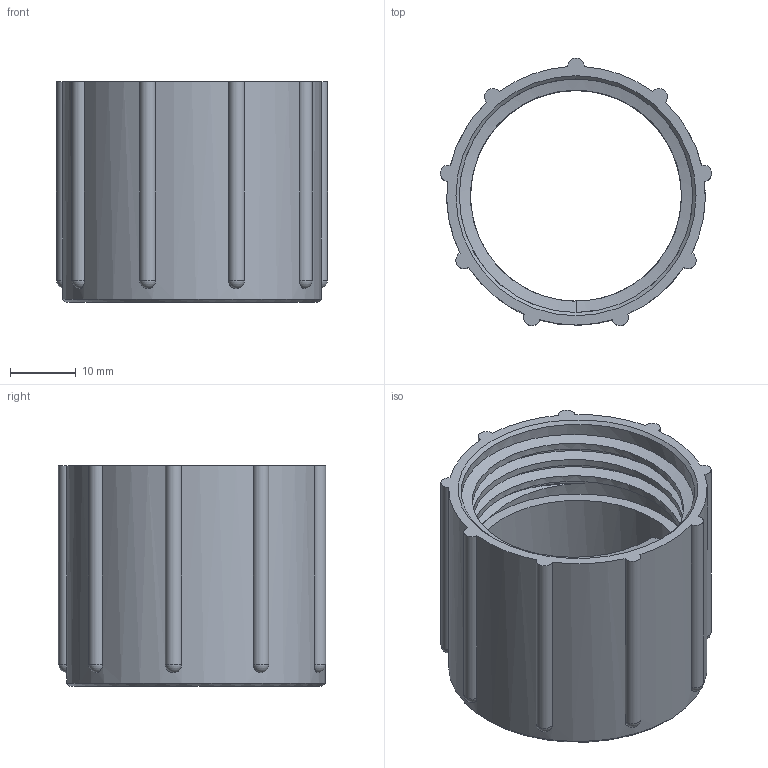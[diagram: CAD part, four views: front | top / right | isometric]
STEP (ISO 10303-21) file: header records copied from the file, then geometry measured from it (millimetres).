
FILE_DESCRIPTION(/* description */ (''),/* implementation_level */ '2;1');
FILE_NAME(/* name */ 'DLSB F.stp',/* time_stamp */ '2014-11-14T12:43:19+01:00',/* author */ ('sh'),/* organization */ (''),/* preprocessor_version */ 'ST-DEVELOPER v15.2',/* originating_system */ 'Autodesk Inventor 2014',/* authorisation */ '');
FILE_SCHEMA (('AUTOMOTIVE_DESIGN { 1 0 10303 214 3 1 1 }'));
Length unit declared in the file: millimetre
Products named in the file (1): DLSB F
Bounding box: 41.1 x 40.51 x 33.5 mm (x, y, z)
Volume: 12485.8 mm3; surface area: 9946.4 mm2
Topology: 1 solids, 1 shells, 39 faces, 117 edges, 74 vertices
Faces by surface type: cylinder 18, sphere 9, plane 7, cone 3, bspline 2
Full cylindrical faces by diameter (mm): 32 x2, 33.8 x1, 35.4 x4, 39.2 x1
Entity records: 1897 total; most frequent: CARTESIAN_POINT 1018, ORIENTED_EDGE 174, DIRECTION 174, EDGE_CURVE 87, AXIS2_PLACEMENT_3D 76, VERTEX_POINT 64, EDGE_LOOP 49, CIRCLE 41
